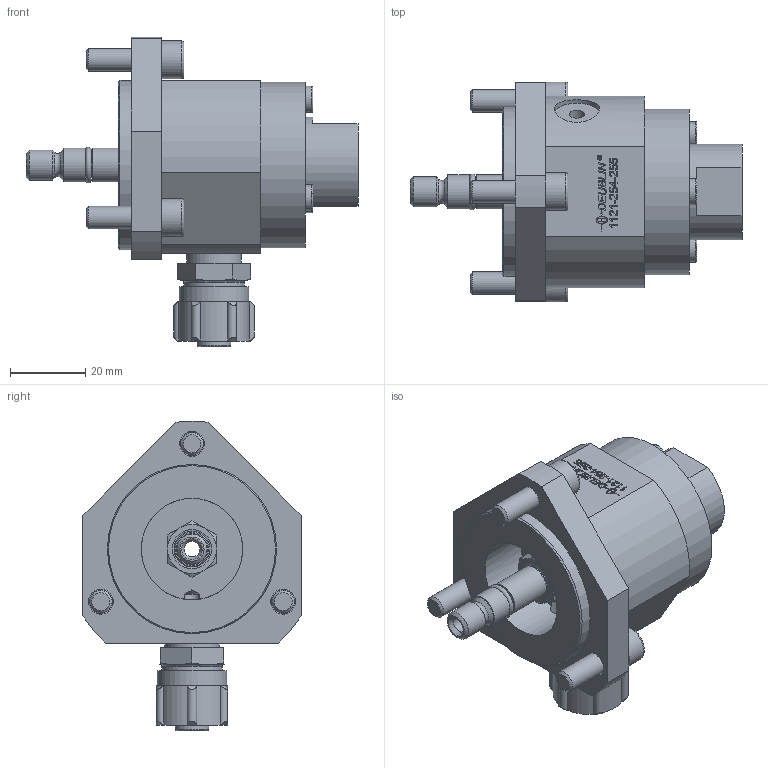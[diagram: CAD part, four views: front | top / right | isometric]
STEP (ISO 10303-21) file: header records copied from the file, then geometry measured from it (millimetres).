
FILE_DESCRIPTION((''),'2;1');
FILE_NAME('1121-254-255-IC.stp','2012-08-10T11:25:32',('cdunkel'),(''),'Autodesk Inventor 2011','Autodesk Inventor 2011','');
FILE_SCHEMA(('AUTOMOTIVE_DESIGN { 1 2 10303 214 0 1 1 1 }'));
Length unit declared in the file: millimetre
Products named in the file (1): 1121-254-255-IC
Bounding box: 88.3 x 58.5 x 82.27 mm (x, y, z)
Volume: 99763.3 mm3; surface area: 24419.2 mm2
Topology: 1 solids, 1 shells, 594 faces, 1532 edges, 1001 vertices
Faces by surface type: plane 348, bspline 107, cylinder 66, cone 51, torus 22
Full cylindrical faces by diameter (mm): 4 x1, 4.134 x1, 4.2 x1, 6 x3, 6.5 x2, 6.6 x3, 7 x3, 8 x5, 8.8 x1, 9 x3, 9.6 x1, 10 x3, 10.3 x1, 11.6 x1, 11.8 x1, 12 x2, 14.473 x1, 14.917 x1, 14.95 x1, 16 x1, 18.5 x1, 25.4 x1, 27 x1, 44 x1, 45 x1
Entity records: 18720 total; most frequent: CARTESIAN_POINT 5204, ORIENTED_EDGE 2858, DIRECTION 2303, EDGE_CURVE 1429, VERTEX_POINT 978, VECTOR 915, LINE 915, EDGE_LOOP 743
